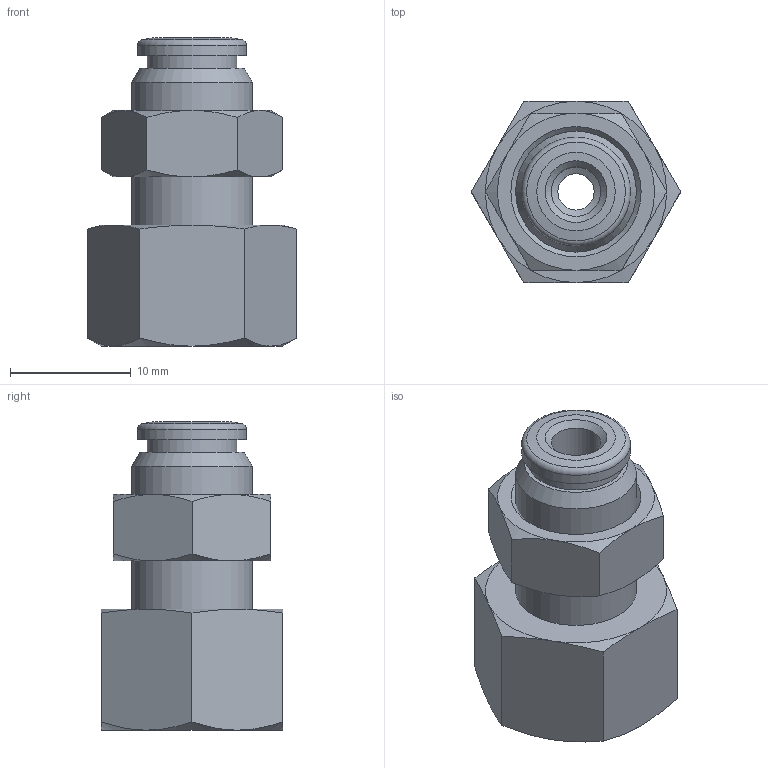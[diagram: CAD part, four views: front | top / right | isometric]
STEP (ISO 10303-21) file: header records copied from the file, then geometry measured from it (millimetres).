
FILE_DESCRIPTION(( 'RG.25.04.18.STP' ), '1');
FILE_NAME( 'RG.25.04.18.STP', '2018-10-12T11:08:29',( 'Sopra'),('sopra-pneumatic.com'), 'SwSTEP 2.0','SolidWorks 2009','' );
FILE_SCHEMA (('AUTOMOTIVE_DESIGN { 1 0 10303 214 1 1 1 1 }'));
Length unit declared in the file: millimetre
Products named in the file (4): Root; Kontermutter; DR4_NEU; R202502-i
Assembly tree (3 placements, depth 2):
  Root
    Kontermutter
    DR4_NEU
    R202502-i
Bounding box: 17.32 x 15 x 25.5 mm (x, y, z)
Volume: 2606.6 mm3; surface area: 2658.4 mm2
Topology: 3 solids, 3 shells, 72 faces, 148 edges, 86 vertices
Faces by surface type: cone 37, plane 22, cylinder 12, torus 1
Full cylindrical faces by diameter (mm): 3 x1, 4.1 x2, 6.4 x1, 7.3 x1, 7.4 x1, 7.6 x1, 8.566 x1, 8.773 x1, 9 x1, 10 x1, 11 x1
Entity records: 3022 total; most frequent: DIRECTION 380, CARTESIAN_POINT 278, PRESENTATION_STYLE_ASSIGNMENT 239, COLOUR_RGB 237, DRAUGHTING_PRE_DEFINED_CURVE_FONT 236, CURVE_STYLE 236, OVER_RIDING_STYLED_ITEM 236, ORIENTED_EDGE 236
